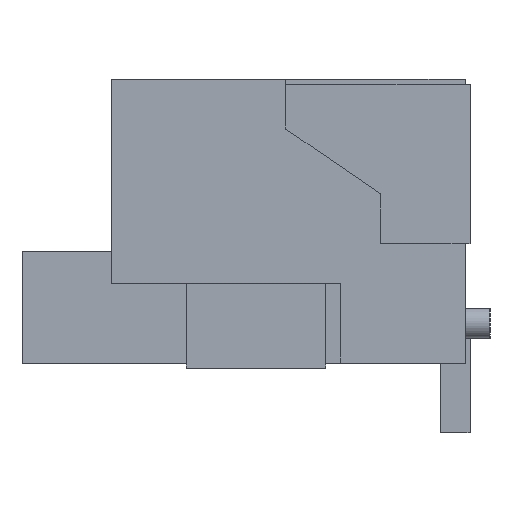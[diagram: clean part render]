
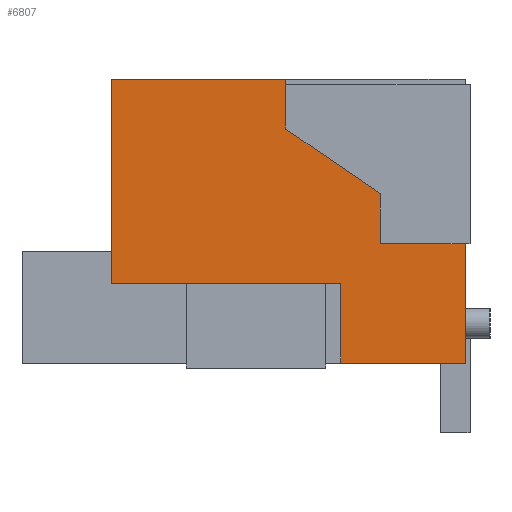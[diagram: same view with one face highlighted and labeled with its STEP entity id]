
A CAD part, left-side view. The second image highlights one B-rep face of the part: STEP entity #6807.
In plain terms, the highlighted planar face has unit normal (-1, 0, 0).
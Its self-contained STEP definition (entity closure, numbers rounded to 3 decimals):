
#276 = EDGE_CURVE ( 'NONE', #603, #1896, #5048, .T. ) ;
#313 = VERTEX_POINT ( 'NONE', #6066 ) ;
#344 = VERTEX_POINT ( 'NONE', #2608 ) ;
#434 = ORIENTED_EDGE ( 'NONE', *, *, #2070, .F. ) ;
#603 = VERTEX_POINT ( 'NONE', #2461 ) ;
#704 = LINE ( 'NONE', #3474, #4824 ) ;
#763 = VECTOR ( 'NONE', #1823, 1000. ) ;
#1079 = ORIENTED_EDGE ( 'NONE', *, *, #5288, .F. ) ;
#1132 = VERTEX_POINT ( 'NONE', #1262 ) ;
#1262 = CARTESIAN_POINT ( 'NONE',  ( -10., -5.3, 5.7 ) ) ;
#1322 = ORIENTED_EDGE ( 'NONE', *, *, #6864, .F. ) ;
#1482 = EDGE_CURVE ( 'NONE', #7218, #5319, #7444, .T. ) ;
#1578 = EDGE_CURVE ( 'NONE', #5462, #603, #5557, .T. ) ;
#1588 = VECTOR ( 'NONE', #5055, 1000. ) ;
#1591 = EDGE_CURVE ( 'NONE', #1896, #1132, #5013, .T. ) ;
#1759 = DIRECTION ( 'NONE',  ( 0., -1., 0. ) ) ;
#1820 = PLANE ( 'NONE',  #3779 ) ;
#1823 = DIRECTION ( 'NONE',  ( 0., 0.825, 0.565 ) ) ;
#1884 = ORIENTED_EDGE ( 'NONE', *, *, #1482, .F. ) ;
#1896 = VERTEX_POINT ( 'NONE', #3931 ) ;
#2070 = EDGE_CURVE ( 'NONE', #5067, #313, #3097, .T. ) ;
#2301 = CARTESIAN_POINT ( 'NONE',  ( -10., -5.3, 5.7 ) ) ;
#2461 = CARTESIAN_POINT ( 'NONE',  ( -10., -7.2, 3.4 ) ) ;
#2608 = CARTESIAN_POINT ( 'NONE',  ( -10., -6.4, 1.6 ) ) ;
#2665 = CARTESIAN_POINT ( 'NONE',  ( -10., -8.9, 0. ) ) ;
#2811 = VERTEX_POINT ( 'NONE', #6803 ) ;
#2950 = ORIENTED_EDGE ( 'NONE', *, *, #6431, .F. ) ;
#2968 = ORIENTED_EDGE ( 'NONE', *, *, #276, .T. ) ;
#3066 = FACE_OUTER_BOUND ( 'NONE', #6037, .T. ) ;
#3097 = LINE ( 'NONE', #3471, #7430 ) ;
#3286 = ORIENTED_EDGE ( 'NONE', *, *, #6377, .F. ) ;
#3471 = CARTESIAN_POINT ( 'NONE',  ( -10., -8.9, 5.7 ) ) ;
#3474 = CARTESIAN_POINT ( 'NONE',  ( -10., -1.8, 5.7 ) ) ;
#3779 = AXIS2_PLACEMENT_3D ( 'NONE', #4096, #4726, #6982 ) ;
#3931 = CARTESIAN_POINT ( 'NONE',  ( -10., -5.3, 4.7 ) ) ;
#3966 = LINE ( 'NONE', #4038, #5686 ) ;
#4028 = DIRECTION ( 'NONE',  ( 0., 0., -1. ) ) ;
#4038 = CARTESIAN_POINT ( 'NONE',  ( -10., -6.4, 1.6 ) ) ;
#4096 = CARTESIAN_POINT ( 'NONE',  ( -10., -8.9, 0. ) ) ;
#4106 = DIRECTION ( 'NONE',  ( 0., 0., 1. ) ) ;
#4141 = VECTOR ( 'NONE', #6033, 1000. ) ;
#4160 = CARTESIAN_POINT ( 'NONE',  ( -10., -7.2, 2.4 ) ) ;
#4643 = CARTESIAN_POINT ( 'NONE',  ( -10., -1.8, 5.7 ) ) ;
#4726 = DIRECTION ( 'NONE',  ( -1., 0., 0. ) ) ;
#4824 = VECTOR ( 'NONE', #1759, 1000. ) ;
#5013 = LINE ( 'NONE', #2301, #6882 ) ;
#5046 = CARTESIAN_POINT ( 'NONE',  ( -10., -7.2, 2.4 ) ) ;
#5048 = LINE ( 'NONE', #5321, #763 ) ;
#5055 = DIRECTION ( 'NONE',  ( 0., 1., 0. ) ) ;
#5067 = VERTEX_POINT ( 'NONE', #5740 ) ;
#5287 = DIRECTION ( 'NONE',  ( 0., 0., 1. ) ) ;
#5288 = EDGE_CURVE ( 'NONE', #5319, #1132, #704, .T. ) ;
#5319 = VERTEX_POINT ( 'NONE', #4643 ) ;
#5321 = CARTESIAN_POINT ( 'NONE',  ( -10., -5.3, 4.7 ) ) ;
#5462 = VERTEX_POINT ( 'NONE', #4160 ) ;
#5526 = VECTOR ( 'NONE', #5681, 1000. ) ;
#5557 = LINE ( 'NONE', #5784, #7261 ) ;
#5681 = DIRECTION ( 'NONE',  ( 0., 1., 0. ) ) ;
#5686 = VECTOR ( 'NONE', #6460, 1000. ) ;
#5740 = CARTESIAN_POINT ( 'NONE',  ( -10., -8.9, 2.4 ) ) ;
#5784 = CARTESIAN_POINT ( 'NONE',  ( -10., -7.2, 3.4 ) ) ;
#5988 = CARTESIAN_POINT ( 'NONE',  ( -10., -6.4, 0. ) ) ;
#6033 = DIRECTION ( 'NONE',  ( 0., 0., 1. ) ) ;
#6037 = EDGE_LOOP ( 'NONE', ( #434, #7479, #7472, #2968, #7145, #1079, #1884, #1322, #3286, #2950 ) ) ;
#6066 = CARTESIAN_POINT ( 'NONE',  ( -10., -8.9, 0. ) ) ;
#6209 = LINE ( 'NONE', #2665, #1588 ) ;
#6377 = EDGE_CURVE ( 'NONE', #2811, #344, #6494, .T. ) ;
#6404 = CARTESIAN_POINT ( 'NONE',  ( -10., -1.8, 2.25 ) ) ;
#6431 = EDGE_CURVE ( 'NONE', #313, #2811, #6209, .T. ) ;
#6460 = DIRECTION ( 'NONE',  ( 0., 1., 0. ) ) ;
#6494 = LINE ( 'NONE', #5988, #4141 ) ;
#6505 = LINE ( 'NONE', #5046, #5526 ) ;
#6541 = VECTOR ( 'NONE', #5287, 1000. ) ;
#6803 = CARTESIAN_POINT ( 'NONE',  ( -10., -6.4, 0. ) ) ;
#6807 = ADVANCED_FACE ( 'NONE', ( #3066 ), #1820, .T. ) ;
#6864 = EDGE_CURVE ( 'NONE', #344, #7218, #3966, .T. ) ;
#6882 = VECTOR ( 'NONE', #7027, 1000. ) ;
#6982 = DIRECTION ( 'NONE',  ( 0., 0., 1. ) ) ;
#7027 = DIRECTION ( 'NONE',  ( 0., 0., 1. ) ) ;
#7093 = EDGE_CURVE ( 'NONE', #5067, #5462, #6505, .T. ) ;
#7145 = ORIENTED_EDGE ( 'NONE', *, *, #1591, .T. ) ;
#7218 = VERTEX_POINT ( 'NONE', #7344 ) ;
#7261 = VECTOR ( 'NONE', #4106, 1000. ) ;
#7344 = CARTESIAN_POINT ( 'NONE',  ( -10., -1.8, 1.6 ) ) ;
#7430 = VECTOR ( 'NONE', #4028, 1000. ) ;
#7444 = LINE ( 'NONE', #6404, #6541 ) ;
#7472 = ORIENTED_EDGE ( 'NONE', *, *, #1578, .T. ) ;
#7479 = ORIENTED_EDGE ( 'NONE', *, *, #7093, .T. ) ;
